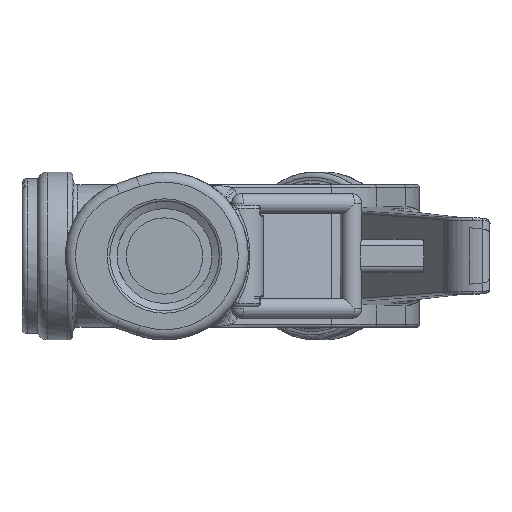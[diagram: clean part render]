
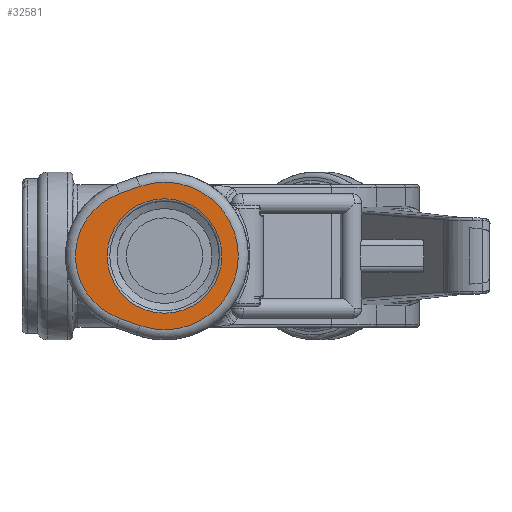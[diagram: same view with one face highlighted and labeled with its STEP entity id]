
A CAD part, front view. The second image highlights one B-rep face of the part: STEP entity #32581.
In plain terms, the highlighted planar face has unit normal (0, -1, 0).
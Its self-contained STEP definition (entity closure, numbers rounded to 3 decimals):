
#170=FACE_BOUND('',#8433,.T.);
#4207=CIRCLE('',#34911,14.5);
#4341=CIRCLE('',#35206,13.);
#4344=CIRCLE('',#35211,11.25);
#4345=CIRCLE('',#35212,11.25);
#4651=PLANE('',#35210);
#6448=FACE_OUTER_BOUND('',#8432,.T.);
#8432=EDGE_LOOP('',(#29289,#29290,#29291,#29292));
#8433=EDGE_LOOP('',(#29293,#29294));
#9854=LINE('',#84025,#11161);
#9855=LINE('',#84028,#11162);
#11161=VECTOR('',#40939,4.243);
#11162=VECTOR('',#40942,4.243);
#15816=VERTEX_POINT('',#84015);
#15817=VERTEX_POINT('',#84016);
#15819=VERTEX_POINT('',#84023);
#15820=VERTEX_POINT('',#84027);
#15960=VERTEX_POINT('',#89663);
#15961=VERTEX_POINT('',#89664);
#20186=EDGE_CURVE('',#15816,#15817,#4207,.T.);
#20191=EDGE_CURVE('',#15819,#15816,#9854,.T.);
#20192=EDGE_CURVE('',#15817,#15820,#9855,.T.);
#20554=EDGE_CURVE('',#15820,#15819,#4341,.T.);
#20558=EDGE_CURVE('',#15960,#15961,#4344,.T.);
#20559=EDGE_CURVE('',#15961,#15960,#4345,.T.);
#29289=ORIENTED_EDGE('',*,*,#20186,.F.);
#29290=ORIENTED_EDGE('',*,*,#20191,.F.);
#29291=ORIENTED_EDGE('',*,*,#20554,.F.);
#29292=ORIENTED_EDGE('',*,*,#20192,.F.);
#29293=ORIENTED_EDGE('',*,*,#20558,.F.);
#29294=ORIENTED_EDGE('',*,*,#20559,.F.);
#32581=ADVANCED_FACE('',(#6448,#170),#4651,.F.);
#34911=AXIS2_PLACEMENT_3D('',#84017,#40928,#40929);
#35206=AXIS2_PLACEMENT_3D('',#89655,#41575,#41576);
#35210=AXIS2_PLACEMENT_3D('',#89662,#41584,#41585);
#35211=AXIS2_PLACEMENT_3D('',#89665,#41586,#41587);
#35212=AXIS2_PLACEMENT_3D('',#89666,#41588,#41589);
#40928=DIRECTION('center_axis',(0.,1.,0.));
#40929=DIRECTION('ref_axis',(1.,0.,0.));
#40939=DIRECTION('',(0.943,0.,0.333));
#40942=DIRECTION('',(-0.943,0.,0.333));
#41575=DIRECTION('center_axis',(0.,1.,0.));
#41576=DIRECTION('ref_axis',(-1.,0.,0.));
#41584=DIRECTION('center_axis',(0.,1.,0.));
#41585=DIRECTION('ref_axis',(0.,0.,1.));
#41586=DIRECTION('center_axis',(0.,-1.,0.));
#41587=DIRECTION('ref_axis',(1.,0.,0.));
#41588=DIRECTION('center_axis',(0.,-1.,0.));
#41589=DIRECTION('ref_axis',(1.,0.,0.));
#84015=CARTESIAN_POINT('',(-14.833,-120.,13.671));
#84016=CARTESIAN_POINT('',(-14.833,-120.,-13.671));
#84017=CARTESIAN_POINT('Origin',(-10.,-120.,0.));
#84023=CARTESIAN_POINT('',(-18.833,-120.,12.257));
#84025=CARTESIAN_POINT('',(-18.833,-120.,12.257));
#84027=CARTESIAN_POINT('',(-18.833,-120.,-12.257));
#84028=CARTESIAN_POINT('',(-14.833,-120.,-13.671));
#89655=CARTESIAN_POINT('Origin',(-14.5,-120.,0.));
#89662=CARTESIAN_POINT('Origin',(-8.993,-120.,0.));
#89663=CARTESIAN_POINT('',(1.25,-120.,0.));
#89664=CARTESIAN_POINT('',(-10.,-120.,-11.25));
#89665=CARTESIAN_POINT('Origin',(-10.,-120.,0.));
#89666=CARTESIAN_POINT('Origin',(-10.,-120.,0.));
